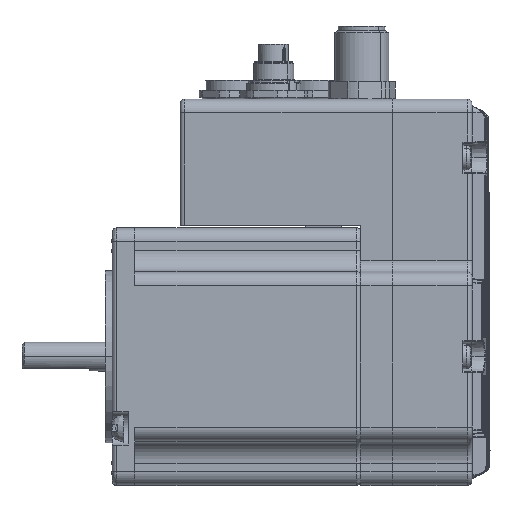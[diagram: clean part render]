
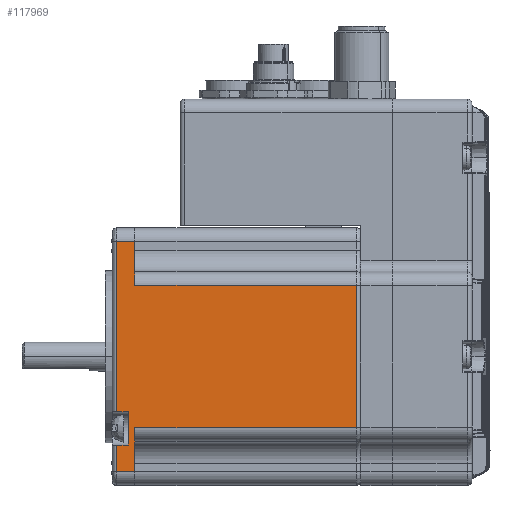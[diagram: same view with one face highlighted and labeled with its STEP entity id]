
A CAD part, top view. The second image highlights one B-rep face of the part: STEP entity #117969.
In plain terms, the highlighted face is planar.
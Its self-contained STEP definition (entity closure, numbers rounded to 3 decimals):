
#1241 = FACE_OUTER_BOUND ( 'NONE', #73845, .T. ) ;
#1786 = VECTOR ( 'NONE', #35721, 1000. ) ;
#2275 = EDGE_CURVE ( 'NONE', #15925, #72083, #63483, .T. ) ;
#5031 = VECTOR ( 'NONE', #112831, 1000. ) ;
#6938 = CARTESIAN_POINT ( 'NONE',  ( 63.711, -37.543, 54. ) ) ;
#7604 = ORIENTED_EDGE ( 'NONE', *, *, #107305, .T. ) ;
#7787 = ORIENTED_EDGE ( 'NONE', *, *, #48348, .T. ) ;
#7911 = LINE ( 'NONE', #56720, #87850 ) ;
#10051 = CARTESIAN_POINT ( 'NONE',  ( 63.711, -33.973, 1. ) ) ;
#10269 = DIRECTION ( 'NONE',  ( 0., 0., 1. ) ) ;
#10488 = VECTOR ( 'NONE', #10269, 1000. ) ;
#12541 = AXIS2_PLACEMENT_3D ( 'NONE', #55718, #92448, #91680 ) ;
#15925 = VERTEX_POINT ( 'NONE', #111408 ) ;
#16307 = EDGE_CURVE ( 'NONE', #74938, #104403, #81831, .T. ) ;
#17229 = CARTESIAN_POINT ( 'NONE',  ( 63.711, -24.243, 0. ) ) ;
#17939 = ORIENTED_EDGE ( 'NONE', *, *, #2275, .F. ) ;
#18663 = DIRECTION ( 'NONE',  ( 0., 1., 0. ) ) ;
#21330 = CARTESIAN_POINT ( 'NONE',  ( 63.711, -21.243, 51.5 ) ) ;
#22187 = ORIENTED_EDGE ( 'NONE', *, *, #68231, .F. ) ;
#22231 = EDGE_CURVE ( 'NONE', #65833, #97359, #88491, .T. ) ;
#23046 = ORIENTED_EDGE ( 'NONE', *, *, #108838, .F. ) ;
#30389 = DIRECTION ( 'NONE',  ( 0., 1., 0. ) ) ;
#34192 = EDGE_CURVE ( 'NONE', #101561, #53251, #85047, .T. ) ;
#34332 = CARTESIAN_POINT ( 'NONE',  ( 63.711, -65.513, 50. ) ) ;
#34754 = DIRECTION ( 'NONE',  ( 0., 1., 0. ) ) ;
#35638 = CARTESIAN_POINT ( 'NONE',  ( 63.711, -24.243, 50. ) ) ;
#35690 = CARTESIAN_POINT ( 'NONE',  ( 63.711, -75.243, 50. ) ) ;
#35721 = DIRECTION ( 'NONE',  ( 0., 1., 0. ) ) ;
#36319 = CARTESIAN_POINT ( 'NONE',  ( 63.711, -33.973, 50. ) ) ;
#38235 = VECTOR ( 'NONE', #34754, 1000. ) ;
#41063 = DIRECTION ( 'NONE',  ( 0., 0., -1. ) ) ;
#41083 = CARTESIAN_POINT ( 'NONE',  ( 63.711, -30.143, 51.5 ) ) ;
#41457 = CARTESIAN_POINT ( 'NONE',  ( 63.711, -30.143, 54. ) ) ;
#43617 = VECTOR ( 'NONE', #41063, 1000. ) ;
#44430 = DIRECTION ( 'NONE',  ( 0., 0., -1. ) ) ;
#45279 = CARTESIAN_POINT ( 'NONE',  ( 63.711, -75.243, 50. ) ) ;
#46768 = ORIENTED_EDGE ( 'NONE', *, *, #74798, .T. ) ;
#46806 = DIRECTION ( 'NONE',  ( 0., 0., 1. ) ) ;
#47786 = ORIENTED_EDGE ( 'NONE', *, *, #22231, .T. ) ;
#47818 = CARTESIAN_POINT ( 'NONE',  ( 63.711, -65.513, 0. ) ) ;
#48348 = EDGE_CURVE ( 'NONE', #68971, #116396, #60964, .T. ) ;
#49607 = EDGE_CURVE ( 'NONE', #83038, #65833, #7911, .T. ) ;
#52575 = CARTESIAN_POINT ( 'NONE',  ( 63.711, -33.973, 50. ) ) ;
#53025 = LINE ( 'NONE', #53462, #68711 ) ;
#53251 = VERTEX_POINT ( 'NONE', #41083 ) ;
#53462 = CARTESIAN_POINT ( 'NONE',  ( 63.711, -33.973, 51. ) ) ;
#55398 = VECTOR ( 'NONE', #84955, 1000. ) ;
#55718 = CARTESIAN_POINT ( 'NONE',  ( 63.711, -21.243, 0. ) ) ;
#56073 = LINE ( 'NONE', #45279, #1786 ) ;
#56720 = CARTESIAN_POINT ( 'NONE',  ( 63.711, -75.243, 0. ) ) ;
#60964 = LINE ( 'NONE', #71464, #38235 ) ;
#63483 = LINE ( 'NONE', #75002, #73454 ) ;
#65833 = VERTEX_POINT ( 'NONE', #79103 ) ;
#66396 = ORIENTED_EDGE ( 'NONE', *, *, #111502, .T. ) ;
#67111 = CARTESIAN_POINT ( 'NONE',  ( 63.711, -21.243, 54. ) ) ;
#68231 = EDGE_CURVE ( 'NONE', #83038, #77259, #56073, .T. ) ;
#68711 = VECTOR ( 'NONE', #72234, 1000. ) ;
#68971 = VERTEX_POINT ( 'NONE', #41457 ) ;
#71464 = CARTESIAN_POINT ( 'NONE',  ( 63.711, -21.243, 54. ) ) ;
#72083 = VERTEX_POINT ( 'NONE', #10051 ) ;
#72098 = CARTESIAN_POINT ( 'NONE',  ( 63.711, -24.243, 54. ) ) ;
#72234 = DIRECTION ( 'NONE',  ( 0., 0., 1. ) ) ;
#73454 = VECTOR ( 'NONE', #109769, 1000. ) ;
#73845 = EDGE_LOOP ( 'NONE', ( #22187, #103149, #47786, #46768, #92367, #66396, #7787, #88643, #118083, #23046, #17939, #7604 ) ) ;
#74798 = EDGE_CURVE ( 'NONE', #97359, #101561, #115110, .T. ) ;
#74938 = VERTEX_POINT ( 'NONE', #52575 ) ;
#75002 = CARTESIAN_POINT ( 'NONE',  ( 63.711, -65.513, 1. ) ) ;
#76770 = EDGE_CURVE ( 'NONE', #116396, #104403, #103595, .T. ) ;
#77259 = VERTEX_POINT ( 'NONE', #34332 ) ;
#79103 = CARTESIAN_POINT ( 'NONE',  ( 63.711, -75.243, 54. ) ) ;
#81831 = LINE ( 'NONE', #36319, #113228 ) ;
#82893 = PLANE ( 'NONE',  #12541 ) ;
#83038 = VERTEX_POINT ( 'NONE', #35690 ) ;
#84955 = DIRECTION ( 'NONE',  ( 0., 0., 1. ) ) ;
#85047 = LINE ( 'NONE', #21330, #5031 ) ;
#87850 = VECTOR ( 'NONE', #46806, 1000. ) ;
#88491 = LINE ( 'NONE', #67111, #104247 ) ;
#88643 = ORIENTED_EDGE ( 'NONE', *, *, #76770, .T. ) ;
#91680 = DIRECTION ( 'NONE',  ( 0., 0., 1. ) ) ;
#92367 = ORIENTED_EDGE ( 'NONE', *, *, #34192, .T. ) ;
#92448 = DIRECTION ( 'NONE',  ( -1., 0., 0. ) ) ;
#94023 = CARTESIAN_POINT ( 'NONE',  ( 63.711, -37.543, 51.5 ) ) ;
#94968 = VECTOR ( 'NONE', #44430, 1000. ) ;
#96495 = CARTESIAN_POINT ( 'NONE',  ( 63.711, -37.543, 0. ) ) ;
#97359 = VERTEX_POINT ( 'NONE', #6938 ) ;
#101561 = VERTEX_POINT ( 'NONE', #94023 ) ;
#103149 = ORIENTED_EDGE ( 'NONE', *, *, #49607, .T. ) ;
#103595 = LINE ( 'NONE', #17229, #94968 ) ;
#103982 = LINE ( 'NONE', #112522, #55398 ) ;
#104247 = VECTOR ( 'NONE', #30389, 1000. ) ;
#104403 = VERTEX_POINT ( 'NONE', #35638 ) ;
#107305 = EDGE_CURVE ( 'NONE', #15925, #77259, #110575, .T. ) ;
#108838 = EDGE_CURVE ( 'NONE', #72083, #74938, #53025, .T. ) ;
#109769 = DIRECTION ( 'NONE',  ( 0., 1., 0. ) ) ;
#110575 = LINE ( 'NONE', #47818, #10488 ) ;
#111408 = CARTESIAN_POINT ( 'NONE',  ( 63.711, -65.513, 1. ) ) ;
#111502 = EDGE_CURVE ( 'NONE', #53251, #68971, #103982, .T. ) ;
#112522 = CARTESIAN_POINT ( 'NONE',  ( 63.711, -30.143, 0. ) ) ;
#112831 = DIRECTION ( 'NONE',  ( 0., 1., 0. ) ) ;
#113228 = VECTOR ( 'NONE', #18663, 1000. ) ;
#115110 = LINE ( 'NONE', #96495, #43617 ) ;
#116396 = VERTEX_POINT ( 'NONE', #72098 ) ;
#117969 = ADVANCED_FACE ( 'NONE', ( #1241 ), #82893, .T. ) ;
#118083 = ORIENTED_EDGE ( 'NONE', *, *, #16307, .F. ) ;
